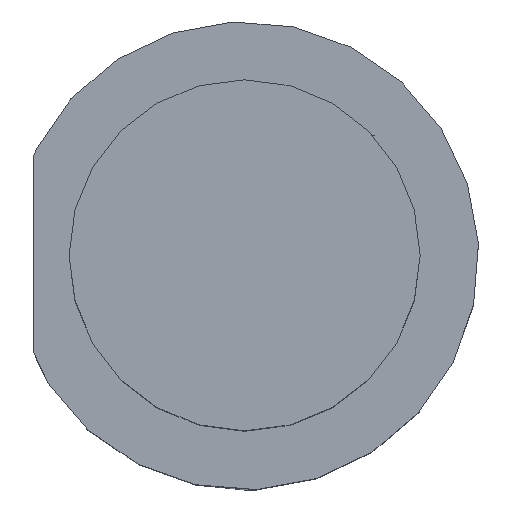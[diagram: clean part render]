
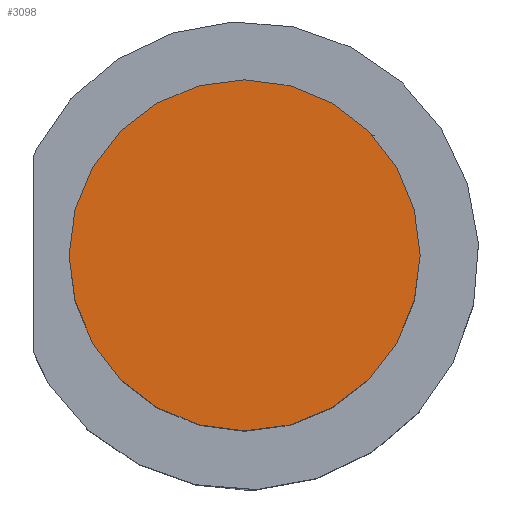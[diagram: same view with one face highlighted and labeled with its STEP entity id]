
A CAD part, top view. The second image highlights one B-rep face of the part: STEP entity #3098.
In plain terms, the highlighted planar face has unit normal (0, 0, 1).
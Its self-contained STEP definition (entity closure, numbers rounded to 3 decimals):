
#3073 = VERTEX_POINT('',#3074);
#3074 = CARTESIAN_POINT('',(45.707,203.976,
    563.386));
#3080 = EDGE_CURVE('',#3073,#3081,#3083,.T.);
#3081 = VERTEX_POINT('',#3082);
#3082 = CARTESIAN_POINT('',(91.56,197.94,
    563.386));
#3083 = LINE('',#3084,#3085);
#3084 = CARTESIAN_POINT('',(45.707,203.976,
    563.386));
#3085 = VECTOR('',#3086,1.);
#3086 = DIRECTION('',(0.991,-0.131,0.));
#3098 = ADVANCED_FACE('',(#3099),#3300,.T.);
#3099 = FACE_BOUND('',#3100,.T.);
#3100 = EDGE_LOOP('',(#3101,#3102,#3110,#3118,#3126,#3134,#3142,#3150,
    #3158,#3166,#3174,#3182,#3190,#3198,#3206,#3214,#3222,#3230,#3238,
    #3246,#3254,#3262,#3270,#3278,#3286,#3294));
#3101 = ORIENTED_EDGE('',*,*,#3080,.F.);
#3102 = ORIENTED_EDGE('',*,*,#3103,.T.);
#3103 = EDGE_CURVE('',#3073,#3104,#3106,.T.);
#3104 = VERTEX_POINT('',#3105);
#3105 = CARTESIAN_POINT('',(-0.147,197.94,
    563.386));
#3106 = LINE('',#3107,#3108);
#3107 = CARTESIAN_POINT('',(45.707,203.976,
    563.386));
#3108 = VECTOR('',#3109,1.);
#3109 = DIRECTION('',(-0.991,-0.131,0.));
#3110 = ORIENTED_EDGE('',*,*,#3111,.T.);
#3111 = EDGE_CURVE('',#3104,#3112,#3114,.T.);
#3112 = VERTEX_POINT('',#3113);
#3113 = CARTESIAN_POINT('',(-42.876,180.241,
    563.386));
#3114 = LINE('',#3115,#3116);
#3115 = CARTESIAN_POINT('',(-0.147,197.94,
    563.386));
#3116 = VECTOR('',#3117,1.);
#3117 = DIRECTION('',(-0.924,-0.383,0.));
#3118 = ORIENTED_EDGE('',*,*,#3119,.T.);
#3119 = EDGE_CURVE('',#3112,#3120,#3122,.T.);
#3120 = VERTEX_POINT('',#3121);
#3121 = CARTESIAN_POINT('',(-79.568,152.086,
    563.386));
#3122 = LINE('',#3123,#3124);
#3123 = CARTESIAN_POINT('',(-42.876,180.241,
    563.386));
#3124 = VECTOR('',#3125,1.);
#3125 = DIRECTION('',(-0.793,-0.609,0.));
#3126 = ORIENTED_EDGE('',*,*,#3127,.T.);
#3127 = EDGE_CURVE('',#3120,#3128,#3130,.T.);
#3128 = VERTEX_POINT('',#3129);
#3129 = CARTESIAN_POINT('',(-107.723,115.394,
    563.386));
#3130 = LINE('',#3131,#3132);
#3131 = CARTESIAN_POINT('',(-79.568,152.086,
    563.386));
#3132 = VECTOR('',#3133,1.);
#3133 = DIRECTION('',(-0.609,-0.793,0.));
#3134 = ORIENTED_EDGE('',*,*,#3135,.T.);
#3135 = EDGE_CURVE('',#3128,#3136,#3138,.T.);
#3136 = VERTEX_POINT('',#3137);
#3137 = CARTESIAN_POINT('',(-125.422,72.665,
    563.386));
#3138 = LINE('',#3139,#3140);
#3139 = CARTESIAN_POINT('',(-107.723,115.394,
    563.386));
#3140 = VECTOR('',#3141,1.);
#3141 = DIRECTION('',(-0.383,-0.924,0.));
#3142 = ORIENTED_EDGE('',*,*,#3143,.T.);
#3143 = EDGE_CURVE('',#3136,#3144,#3146,.T.);
#3144 = VERTEX_POINT('',#3145);
#3145 = CARTESIAN_POINT('',(-129.861,38.948,
    563.386));
#3146 = LINE('',#3147,#3148);
#3147 = CARTESIAN_POINT('',(-125.422,72.665,
    563.386));
#3148 = VECTOR('',#3149,1.);
#3149 = DIRECTION('',(-0.131,-0.991,0.));
#3150 = ORIENTED_EDGE('',*,*,#3151,.T.);
#3151 = EDGE_CURVE('',#3144,#3152,#3154,.T.);
#3152 = VERTEX_POINT('',#3153);
#3153 = CARTESIAN_POINT('',(-131.459,26.811,
    563.386));
#3154 = LINE('',#3155,#3156);
#3155 = CARTESIAN_POINT('',(-129.861,38.948,
    563.386));
#3156 = VECTOR('',#3157,1.);
#3157 = DIRECTION('',(-0.131,-0.991,0.));
#3158 = ORIENTED_EDGE('',*,*,#3159,.T.);
#3159 = EDGE_CURVE('',#3152,#3160,#3162,.T.);
#3160 = VERTEX_POINT('',#3161);
#3161 = CARTESIAN_POINT('',(-125.422,-19.043,
    563.386));
#3162 = LINE('',#3163,#3164);
#3163 = CARTESIAN_POINT('',(-131.459,26.811,
    563.386));
#3164 = VECTOR('',#3165,1.);
#3165 = DIRECTION('',(0.131,-0.991,0.));
#3166 = ORIENTED_EDGE('',*,*,#3167,.T.);
#3167 = EDGE_CURVE('',#3160,#3168,#3170,.T.);
#3168 = VERTEX_POINT('',#3169);
#3169 = CARTESIAN_POINT('',(-107.723,-61.772,
    563.386));
#3170 = LINE('',#3171,#3172);
#3171 = CARTESIAN_POINT('',(-125.422,-19.043,
    563.386));
#3172 = VECTOR('',#3173,1.);
#3173 = DIRECTION('',(0.383,-0.924,0.));
#3174 = ORIENTED_EDGE('',*,*,#3175,.T.);
#3175 = EDGE_CURVE('',#3168,#3176,#3178,.T.);
#3176 = VERTEX_POINT('',#3177);
#3177 = CARTESIAN_POINT('',(-79.568,-98.464,
    563.386));
#3178 = LINE('',#3179,#3180);
#3179 = CARTESIAN_POINT('',(-107.723,-61.772,
    563.386));
#3180 = VECTOR('',#3181,1.);
#3181 = DIRECTION('',(0.609,-0.793,0.));
#3182 = ORIENTED_EDGE('',*,*,#3183,.T.);
#3183 = EDGE_CURVE('',#3176,#3184,#3186,.T.);
#3184 = VERTEX_POINT('',#3185);
#3185 = CARTESIAN_POINT('',(-42.876,-126.619,
    563.386));
#3186 = LINE('',#3187,#3188);
#3187 = CARTESIAN_POINT('',(-79.568,-98.464,
    563.386));
#3188 = VECTOR('',#3189,1.);
#3189 = DIRECTION('',(0.793,-0.609,0.));
#3190 = ORIENTED_EDGE('',*,*,#3191,.T.);
#3191 = EDGE_CURVE('',#3184,#3192,#3194,.T.);
#3192 = VERTEX_POINT('',#3193);
#3193 = CARTESIAN_POINT('',(-0.147,-144.317,
    563.386));
#3194 = LINE('',#3195,#3196);
#3195 = CARTESIAN_POINT('',(-42.876,-126.619,
    563.386));
#3196 = VECTOR('',#3197,1.);
#3197 = DIRECTION('',(0.924,-0.383,0.));
#3198 = ORIENTED_EDGE('',*,*,#3199,.T.);
#3199 = EDGE_CURVE('',#3192,#3200,#3202,.T.);
#3200 = VERTEX_POINT('',#3201);
#3201 = CARTESIAN_POINT('',(45.707,-150.354,
    563.386));
#3202 = LINE('',#3203,#3204);
#3203 = CARTESIAN_POINT('',(-0.147,-144.317,
    563.386));
#3204 = VECTOR('',#3205,1.);
#3205 = DIRECTION('',(0.991,-0.131,0.));
#3206 = ORIENTED_EDGE('',*,*,#3207,.T.);
#3207 = EDGE_CURVE('',#3200,#3208,#3210,.T.);
#3208 = VERTEX_POINT('',#3209);
#3209 = CARTESIAN_POINT('',(91.56,-144.317,
    563.386));
#3210 = LINE('',#3211,#3212);
#3211 = CARTESIAN_POINT('',(45.707,-150.354,
    563.386));
#3212 = VECTOR('',#3213,1.);
#3213 = DIRECTION('',(0.991,0.131,0.));
#3214 = ORIENTED_EDGE('',*,*,#3215,.T.);
#3215 = EDGE_CURVE('',#3208,#3216,#3218,.T.);
#3216 = VERTEX_POINT('',#3217);
#3217 = CARTESIAN_POINT('',(134.289,-126.619,
    563.386));
#3218 = LINE('',#3219,#3220);
#3219 = CARTESIAN_POINT('',(91.56,-144.317,
    563.386));
#3220 = VECTOR('',#3221,1.);
#3221 = DIRECTION('',(0.924,0.383,0.));
#3222 = ORIENTED_EDGE('',*,*,#3223,.T.);
#3223 = EDGE_CURVE('',#3216,#3224,#3226,.T.);
#3224 = VERTEX_POINT('',#3225);
#3225 = CARTESIAN_POINT('',(170.981,-98.464,
    563.386));
#3226 = LINE('',#3227,#3228);
#3227 = CARTESIAN_POINT('',(134.289,-126.619,
    563.386));
#3228 = VECTOR('',#3229,1.);
#3229 = DIRECTION('',(0.793,0.609,0.));
#3230 = ORIENTED_EDGE('',*,*,#3231,.T.);
#3231 = EDGE_CURVE('',#3224,#3232,#3234,.T.);
#3232 = VERTEX_POINT('',#3233);
#3233 = CARTESIAN_POINT('',(199.136,-61.772,
    563.386));
#3234 = LINE('',#3235,#3236);
#3235 = CARTESIAN_POINT('',(170.981,-98.464,
    563.386));
#3236 = VECTOR('',#3237,1.);
#3237 = DIRECTION('',(0.609,0.793,0.));
#3238 = ORIENTED_EDGE('',*,*,#3239,.T.);
#3239 = EDGE_CURVE('',#3232,#3240,#3242,.T.);
#3240 = VERTEX_POINT('',#3241);
#3241 = CARTESIAN_POINT('',(216.835,-19.043,
    563.386));
#3242 = LINE('',#3243,#3244);
#3243 = CARTESIAN_POINT('',(199.136,-61.772,
    563.386));
#3244 = VECTOR('',#3245,1.);
#3245 = DIRECTION('',(0.383,0.924,0.));
#3246 = ORIENTED_EDGE('',*,*,#3247,.F.);
#3247 = EDGE_CURVE('',#3248,#3240,#3250,.T.);
#3248 = VERTEX_POINT('',#3249);
#3249 = CARTESIAN_POINT('',(222.872,26.811,
    563.386));
#3250 = LINE('',#3251,#3252);
#3251 = CARTESIAN_POINT('',(222.872,26.811,
    563.386));
#3252 = VECTOR('',#3253,1.);
#3253 = DIRECTION('',(-0.131,-0.991,0.));
#3254 = ORIENTED_EDGE('',*,*,#3255,.F.);
#3255 = EDGE_CURVE('',#3256,#3248,#3258,.T.);
#3256 = VERTEX_POINT('',#3257);
#3257 = CARTESIAN_POINT('',(221.274,38.948,
    563.386));
#3258 = LINE('',#3259,#3260);
#3259 = CARTESIAN_POINT('',(221.274,38.948,
    563.386));
#3260 = VECTOR('',#3261,1.);
#3261 = DIRECTION('',(0.131,-0.991,0.));
#3262 = ORIENTED_EDGE('',*,*,#3263,.F.);
#3263 = EDGE_CURVE('',#3264,#3256,#3266,.T.);
#3264 = VERTEX_POINT('',#3265);
#3265 = CARTESIAN_POINT('',(216.835,72.665,
    563.386));
#3266 = LINE('',#3267,#3268);
#3267 = CARTESIAN_POINT('',(216.835,72.665,
    563.386));
#3268 = VECTOR('',#3269,1.);
#3269 = DIRECTION('',(0.131,-0.991,0.));
#3270 = ORIENTED_EDGE('',*,*,#3271,.F.);
#3271 = EDGE_CURVE('',#3272,#3264,#3274,.T.);
#3272 = VERTEX_POINT('',#3273);
#3273 = CARTESIAN_POINT('',(199.136,115.394,
    563.386));
#3274 = LINE('',#3275,#3276);
#3275 = CARTESIAN_POINT('',(199.136,115.394,
    563.386));
#3276 = VECTOR('',#3277,1.);
#3277 = DIRECTION('',(0.383,-0.924,0.));
#3278 = ORIENTED_EDGE('',*,*,#3279,.F.);
#3279 = EDGE_CURVE('',#3280,#3272,#3282,.T.);
#3280 = VERTEX_POINT('',#3281);
#3281 = CARTESIAN_POINT('',(170.981,152.086,
    563.386));
#3282 = LINE('',#3283,#3284);
#3283 = CARTESIAN_POINT('',(170.981,152.086,
    563.386));
#3284 = VECTOR('',#3285,1.);
#3285 = DIRECTION('',(0.609,-0.793,0.));
#3286 = ORIENTED_EDGE('',*,*,#3287,.F.);
#3287 = EDGE_CURVE('',#3288,#3280,#3290,.T.);
#3288 = VERTEX_POINT('',#3289);
#3289 = CARTESIAN_POINT('',(134.289,180.241,
    563.386));
#3290 = LINE('',#3291,#3292);
#3291 = CARTESIAN_POINT('',(134.289,180.241,
    563.386));
#3292 = VECTOR('',#3293,1.);
#3293 = DIRECTION('',(0.793,-0.609,0.));
#3294 = ORIENTED_EDGE('',*,*,#3295,.T.);
#3295 = EDGE_CURVE('',#3288,#3081,#3296,.T.);
#3296 = LINE('',#3297,#3298);
#3297 = CARTESIAN_POINT('',(134.289,180.241,
    563.386));
#3298 = VECTOR('',#3299,1.);
#3299 = DIRECTION('',(-0.924,0.383,0.));
#3300 = PLANE('',#3301);
#3301 = AXIS2_PLACEMENT_3D('',#3302,#3303,#3304);
#3302 = CARTESIAN_POINT('',(45.707,203.976,
    563.386));
#3303 = DIRECTION('',(0.,0.,1.));
#3304 = DIRECTION('',(1.,0.,-0.));
